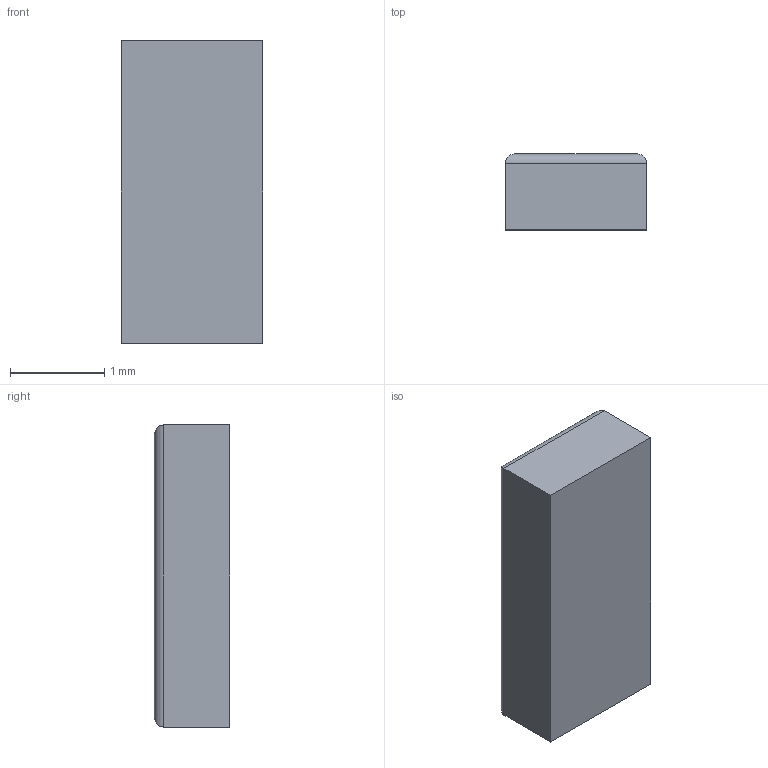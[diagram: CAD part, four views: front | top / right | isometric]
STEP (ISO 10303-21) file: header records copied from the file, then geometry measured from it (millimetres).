
FILE_DESCRIPTION(/* description */ (''),/* implementation_level */ '2;1');
FILE_NAME(/* name */ 'Crystal_3.2_1.5.step',/* time_stamp */ '2024-05-09T07:01:04+01:00',/* author */ (''),/* organization */ (''),/* preprocessor_version */ 'ST-DEVELOPER v20',/* originating_system */ 'Autodesk Translation Framework v12.20.1.177',/* authorisation */ '');
FILE_SCHEMA (('AUTOMOTIVE_DESIGN { 1 0 10303 214 3 1 1 }'));
Length unit declared in the file: millimetre
Products named in the file (1): Crystal_3.2_1.5
Bounding box: 1.5 x 0.8 x 3.2 mm (x, y, z)
Volume: 3.8 mm3; surface area: 16.7 mm2
Topology: 1 solids, 1 shells, 10 faces, 20 edges, 12 vertices
Faces by surface type: plane 6, cylinder 4
Entity records: 311 total; most frequent: DIRECTION 46, CARTESIAN_POINT 43, ORIENTED_EDGE 40, EDGE_CURVE 20, LINE 16, VECTOR 16, AXIS2_PLACEMENT_3D 15, VERTEX_POINT 12
